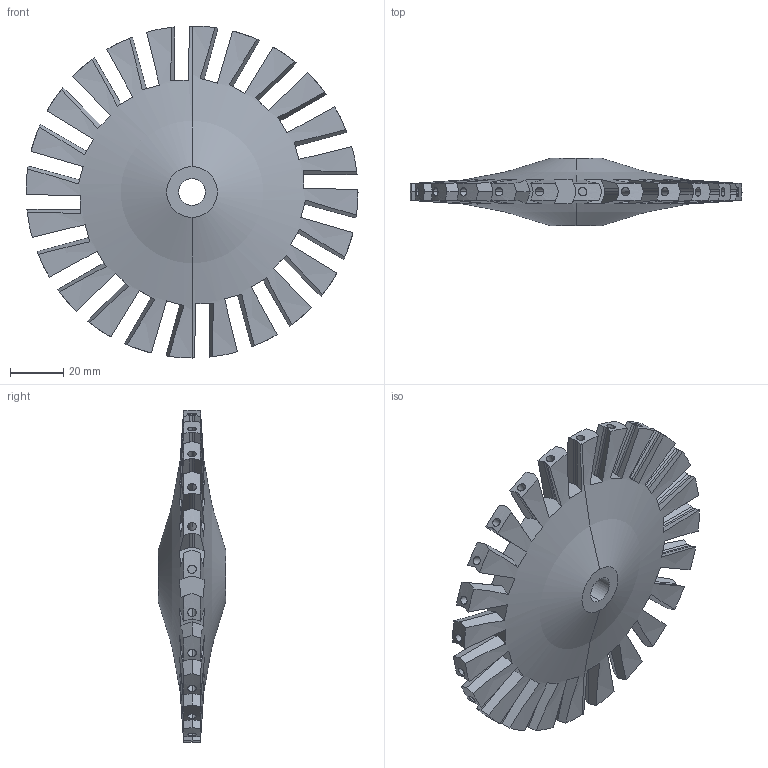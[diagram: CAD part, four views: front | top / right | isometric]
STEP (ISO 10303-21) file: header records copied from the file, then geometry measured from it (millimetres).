
FILE_DESCRIPTION (( 'STEP AP214' ), '1' );
FILE_NAME ('[TP] [Turb] Rotor12.STEP', '2024-04-01T10:52:01', ( '' ), ( '' ), 'SwSTEP 2.0', 'SolidWorks 2023', '' );
FILE_SCHEMA (( 'AUTOMOTIVE_DESIGN' ));
Length unit declared in the file: inch
Products named in the file (1): [TP] [Turb] Rotor12
Bounding box: 124.76 x 25.4 x 124.76 mm (x, y, z)
Volume: 100671.3 mm3; surface area: 34064.3 mm2
Topology: 1 solids, 1 shells, 274 faces, 740 edges, 492 vertices
Faces by surface type: plane 146, cylinder 124, torus 4
Entity records: 9939 total; most frequent: CARTESIAN_POINT 3611, ORIENTED_EDGE 1480, DIRECTION 1114, EDGE_CURVE 740, VERTEX_POINT 492, AXIS2_PLACEMENT_3D 435, EDGE_LOOP 300, ADVANCED_FACE 274
